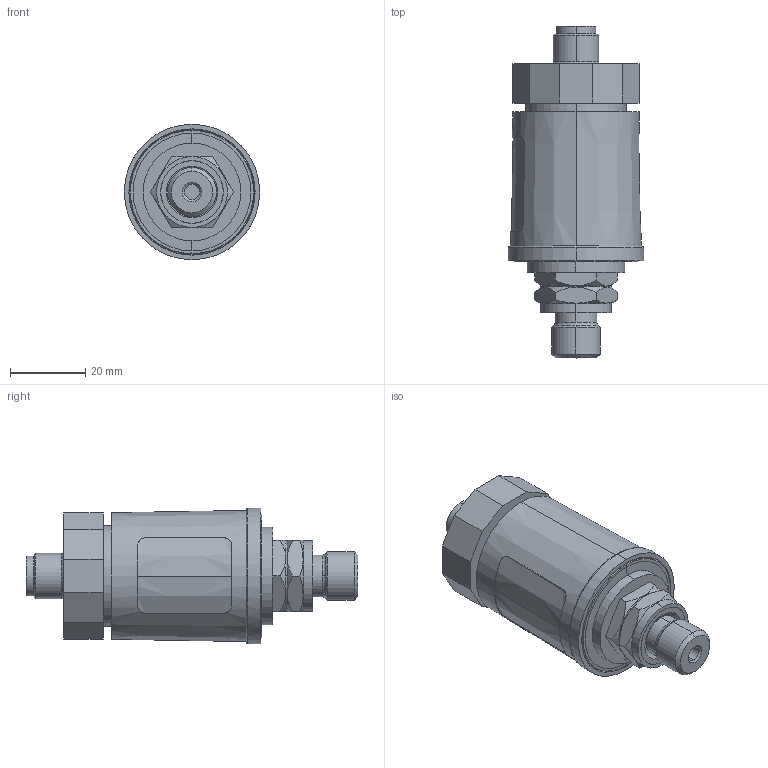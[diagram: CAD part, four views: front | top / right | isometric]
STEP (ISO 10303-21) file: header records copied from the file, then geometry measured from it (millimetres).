
FILE_DESCRIPTION(('STEP AP242'),'1');
FILE_NAME('transmitter_xmlk006b2d21.stp','2021-05-18T14:17:19',('TraceParts'),('TraceParts S.A.'),'Spatial InterOp 3D',' ',' ');
FILE_SCHEMA(('AP242_MANAGED_MODEL_BASED_3D_ENGINEERING_MIM_LF {1 0 10303 442 1 1 4}'));
Length unit declared in the file: millimetre
Products named in the file (1): transmitter_xmlk006b2d21_1
Bounding box: 36 x 88.21 x 36 mm (x, y, z)
Volume: 53912.5 mm3; surface area: 13864.3 mm2
Topology: 2 solids, 9 shells, 313 faces, 734 edges, 470 vertices
Faces by surface type: cylinder 117, plane 93, cone 57, bspline 46
Entity records: 12435 total; most frequent: CARTESIAN_POINT 2807, DIRECTION 1531, ORIENTED_EDGE 1468, EDGE_CURVE 734, AXIS2_PLACEMENT_3D 611, VERTEX_POINT 470, EDGE_LOOP 364, CIRCLE 342
